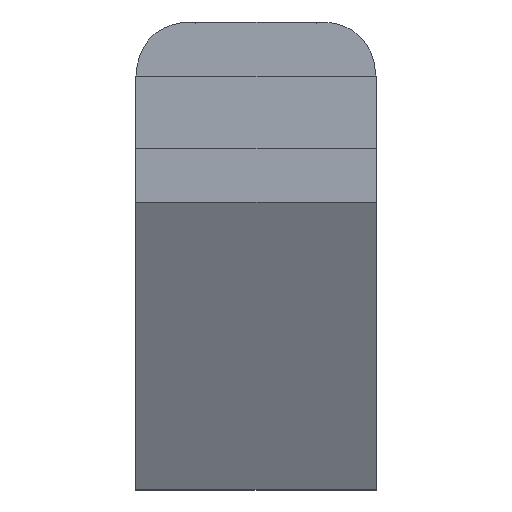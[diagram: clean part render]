
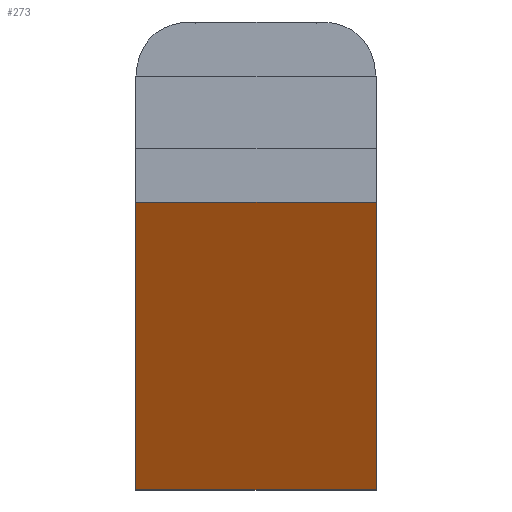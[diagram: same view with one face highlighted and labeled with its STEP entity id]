
A CAD part, left-side view. The second image highlights one B-rep face of the part: STEP entity #273.
In plain terms, the highlighted planar face has unit normal (-0.174, 0, -0.985).
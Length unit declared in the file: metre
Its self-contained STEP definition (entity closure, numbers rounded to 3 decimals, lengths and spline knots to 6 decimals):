
#54=ORIENTED_EDGE('',*,*,#124,.T.);
#55=ORIENTED_EDGE('',*,*,#125,.F.);
#56=ORIENTED_EDGE('',*,*,#126,.F.);
#57=ORIENTED_EDGE('',*,*,#122,.T.);
#122=EDGE_CURVE('',#156,#155,#179,.T.);
#124=EDGE_CURVE('',#155,#157,#181,.T.);
#125=EDGE_CURVE('',#158,#157,#182,.T.);
#126=EDGE_CURVE('',#156,#158,#183,.T.);
#155=VERTEX_POINT('',#450);
#156=VERTEX_POINT('',#452);
#157=VERTEX_POINT('',#456);
#158=VERTEX_POINT('',#458);
#179=LINE('',#451,#204);
#181=LINE('',#455,#206);
#182=LINE('',#457,#207);
#183=LINE('',#459,#208);
#204=VECTOR('',#347,1.);
#206=VECTOR('',#351,1.);
#207=VECTOR('',#352,1.);
#208=VECTOR('',#353,1.);
#224=EDGE_LOOP('',(#54,#55,#56,#57));
#245=FACE_BOUND('',#224,.T.);
#262=PLANE('',#305);
#273=ADVANCED_FACE('',(#245),#262,.F.);
#305=AXIS2_PLACEMENT_3D('',#454,#349,#350);
#347=DIRECTION('',(0.,1.,0.));
#349=DIRECTION('',(0.174,0.,0.985));
#350=DIRECTION('',(0.985,0.,-0.174));
#351=DIRECTION('',(0.985,0.,-0.174));
#352=DIRECTION('',(0.,1.,0.));
#353=DIRECTION('',(0.985,0.,-0.174));
#450=CARTESIAN_POINT('',(0.04,0.01,0.023997));
#451=CARTESIAN_POINT('',(0.04,-0.01,0.023997));
#452=CARTESIAN_POINT('',(0.04,-0.01,0.023997));
#454=CARTESIAN_POINT('',(0.108048,-0.01,0.011999));
#455=CARTESIAN_POINT('',(0.108048,0.01,0.011999));
#456=CARTESIAN_POINT('',(0.176096,0.01,0.));
#457=CARTESIAN_POINT('',(0.176096,-0.01,0.));
#458=CARTESIAN_POINT('',(0.176096,-0.01,0.));
#459=CARTESIAN_POINT('',(0.108048,-0.01,0.011999));
